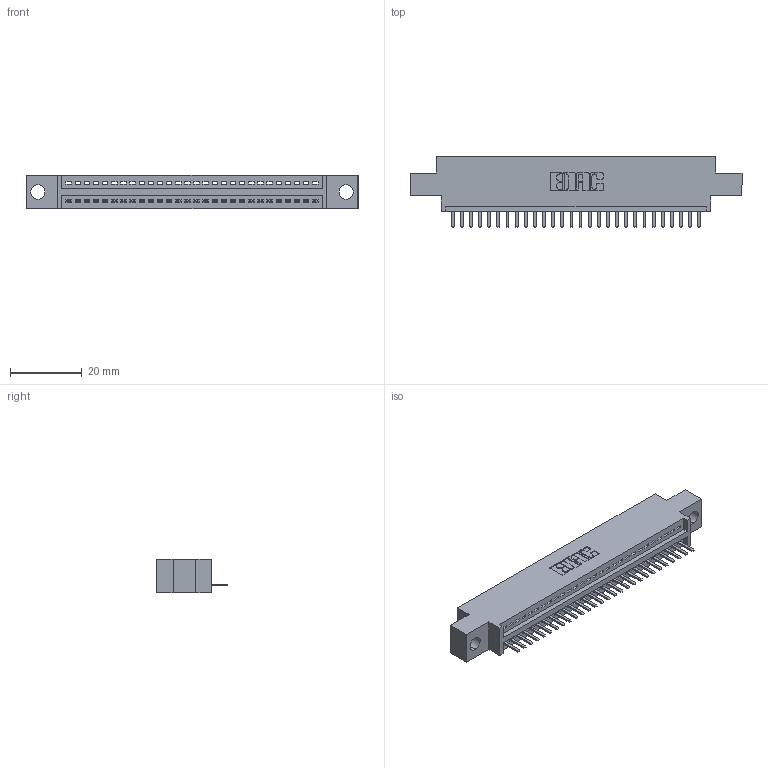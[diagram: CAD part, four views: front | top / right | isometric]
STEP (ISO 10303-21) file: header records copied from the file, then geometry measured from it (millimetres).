
FILE_DESCRIPTION (( 'STEP AP203' ), '1' );
FILE_NAME ('345-028-520-604.STEP', '2019-10-07T05:04:02', ( '' ), ( '' ), 'SwSTEP 2.0', 'SolidWorks 2016', '' );
FILE_SCHEMA (( 'CONFIG_CONTROL_DESIGN' ));
Length unit declared in the file: inch
Products named in the file (3): 345 Part_0.170 Offset - 0.156 Dia-TH; 345-028-520-604; 345-292-001_345-293-120
Assembly tree (29 placements, depth 2):
  345-028-520-604
    345 Part_0.170 Offset - 0.156 Dia-TH
    345-292-001_345-293-120  x28
Bounding box: 92.33 x 19.68 x 9.4 mm (x, y, z)
Volume: 8373 mm3; surface area: 10608.5 mm2
Topology: 29 solids, 29 shells, 1866 faces, 5505 edges, 3594 vertices
Faces by surface type: plane 1260, cylinder 606
Entity records: 23207 total; most frequent: CARTESIAN_POINT 4040, ORIENTED_EDGE 3990, DIRECTION 3535, EDGE_CURVE 1995, VECTOR 1747, LINE 1747, VERTEX_POINT 1326, AXIS2_PLACEMENT_3D 894
